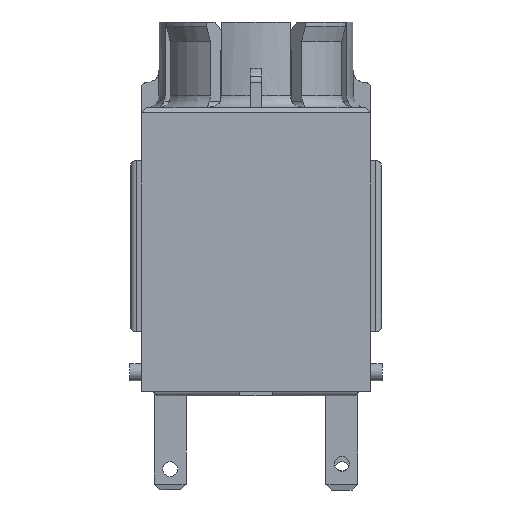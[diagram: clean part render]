
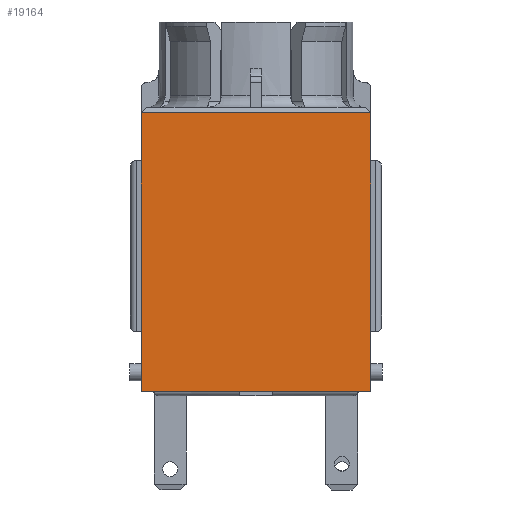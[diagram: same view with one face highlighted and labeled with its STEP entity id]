
A CAD part, front view. The second image highlights one B-rep face of the part: STEP entity #19164.
In plain terms, the highlighted planar face has unit normal (0, -1, 0).
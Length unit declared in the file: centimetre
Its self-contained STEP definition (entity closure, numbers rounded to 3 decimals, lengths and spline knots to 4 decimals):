
#308=LINE('',#26275,#2913);
#317=LINE('',#26293,#2922);
#322=LINE('',#26306,#2927);
#323=LINE('',#26307,#2928);
#324=LINE('',#26309,#2929);
#325=LINE('',#26310,#2930);
#2913=VECTOR('',#21351,2.281);
#2922=VECTOR('',#21362,0.169);
#2927=VECTOR('',#21371,2.281);
#2928=VECTOR('',#21372,2.02);
#2929=VECTOR('',#21373,2.02);
#2930=VECTOR('',#21374,0.169);
#5514=FACE_OUTER_BOUND('',#6530,.T.);
#6530=EDGE_LOOP('',(#12525,#12526,#12527,#12528,#12529,#12530));
#7732=VERTEX_POINT('',#26273);
#7733=VERTEX_POINT('',#26274);
#7741=VERTEX_POINT('',#26291);
#7746=VERTEX_POINT('',#26304);
#7747=VERTEX_POINT('',#26305);
#7748=VERTEX_POINT('',#26308);
#9635=EDGE_CURVE('',#7732,#7733,#308,.T.);
#9645=EDGE_CURVE('',#7741,#7732,#317,.T.);
#9651=EDGE_CURVE('',#7746,#7747,#322,.T.);
#9652=EDGE_CURVE('',#7733,#7747,#323,.T.);
#9653=EDGE_CURVE('',#7741,#7748,#324,.T.);
#9654=EDGE_CURVE('',#7748,#7746,#325,.T.);
#12525=ORIENTED_EDGE('',*,*,#9651,.T.);
#12526=ORIENTED_EDGE('',*,*,#9652,.F.);
#12527=ORIENTED_EDGE('',*,*,#9635,.F.);
#12528=ORIENTED_EDGE('',*,*,#9645,.F.);
#12529=ORIENTED_EDGE('',*,*,#9653,.T.);
#12530=ORIENTED_EDGE('',*,*,#9654,.T.);
#18250=PLANE('',#20184);
#19164=ADVANCED_FACE('',(#5514),#18250,.T.);
#20184=AXIS2_PLACEMENT_3D('',#26303,#21369,#21370);
#21351=DIRECTION('',(0.,0.,1.));
#21362=DIRECTION('',(0.,0.,1.));
#21369=DIRECTION('center_axis',(0.,-1.,0.));
#21370=DIRECTION('ref_axis',(0.,0.,1.));
#21371=DIRECTION('',(0.,0.,1.));
#21372=DIRECTION('',(1.,0.,0.));
#21373=DIRECTION('',(1.,0.,0.));
#21374=DIRECTION('',(0.,0.,1.));
#26273=CARTESIAN_POINT('',(-1.01,-1.11,0.209));
#26274=CARTESIAN_POINT('',(-1.01,-1.11,2.49));
#26275=CARTESIAN_POINT('',(-1.01,-1.11,2.39));
#26291=CARTESIAN_POINT('',(-1.01,-1.11,0.04));
#26293=CARTESIAN_POINT('',(-1.01,-1.11,2.39));
#26303=CARTESIAN_POINT('Origin',(-1.01,-1.11,2.39));
#26304=CARTESIAN_POINT('',(1.01,-1.11,0.209));
#26305=CARTESIAN_POINT('',(1.01,-1.11,2.49));
#26306=CARTESIAN_POINT('',(1.01,-1.11,2.39));
#26307=CARTESIAN_POINT('',(-0.505,-1.11,2.49));
#26308=CARTESIAN_POINT('',(1.01,-1.11,0.04));
#26309=CARTESIAN_POINT('',(-1.01,-1.11,0.04));
#26310=CARTESIAN_POINT('',(1.01,-1.11,2.39));
